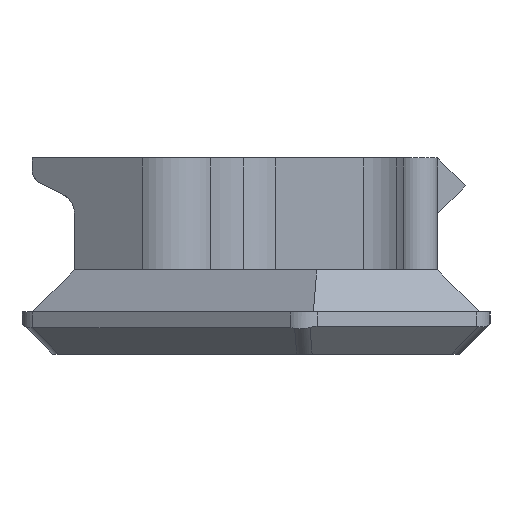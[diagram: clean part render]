
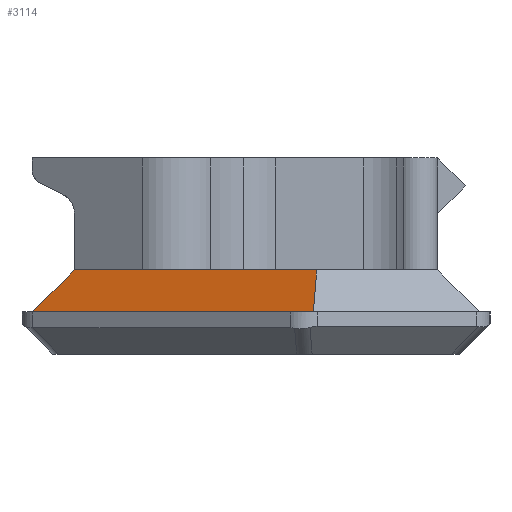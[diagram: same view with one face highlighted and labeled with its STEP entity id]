
A CAD part, left-side view. The second image highlights one B-rep face of the part: STEP entity #3114.
In plain terms, the highlighted planar face has unit normal (-0.577, 0.408, 0.707).
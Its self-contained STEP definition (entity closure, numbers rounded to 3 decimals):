
#430=FACE_OUTER_BOUND('',#609,.T.);
#609=EDGE_LOOP('',(#2702,#2703,#2704,#2705));
#730=LINE('',#5587,#994);
#809=LINE('',#8507,#1073);
#841=LINE('',#8619,#1105);
#871=LINE('',#8688,#1135);
#994=VECTOR('',#3600,10.);
#1073=VECTOR('',#3921,10.);
#1105=VECTOR('',#4035,10.);
#1135=VECTOR('',#4095,10.);
#1278=VERTEX_POINT('',#5584);
#1279=VERTEX_POINT('',#5586);
#1410=VERTEX_POINT('',#8504);
#1411=VERTEX_POINT('',#8506);
#1606=EDGE_CURVE('',#1279,#1278,#730,.T.);
#1810=EDGE_CURVE('',#1411,#1410,#809,.T.);
#1869=EDGE_CURVE('',#1279,#1410,#841,.F.);
#1903=EDGE_CURVE('',#1278,#1411,#871,.T.);
#2702=ORIENTED_EDGE('',*,*,#1810,.T.);
#2703=ORIENTED_EDGE('',*,*,#1869,.F.);
#2704=ORIENTED_EDGE('',*,*,#1606,.T.);
#2705=ORIENTED_EDGE('',*,*,#1903,.T.);
#2966=PLANE('',#3392);
#3114=ADVANCED_FACE('',(#430),#2966,.T.);
#3392=AXIS2_PLACEMENT_3D('',#8687,#4093,#4094);
#3600=DIRECTION('',(-0.577,-0.816,0.));
#3921=DIRECTION('',(0.577,0.816,0.));
#4035=DIRECTION('',(-0.344,0.664,-0.664));
#4093=DIRECTION('center_axis',(-0.577,0.408,0.707));
#4094=DIRECTION('ref_axis',(-0.577,-0.816,0.));
#4095=DIRECTION('',(0.759,-0.052,0.65));
#5584=CARTESIAN_POINT('',(26.252,-144.972,1.206));
#5586=CARTESIAN_POINT('',(31.928,-136.945,1.206));
#5587=CARTESIAN_POINT('',(29.748,-140.029,1.206));
#8504=CARTESIAN_POINT('',(32.55,-138.145,2.406));
#8506=CARTESIAN_POINT('',(27.653,-145.069,2.406));
#8507=CARTESIAN_POINT('',(22.821,-151.902,2.406));
#8619=CARTESIAN_POINT('',(32.599,-138.24,2.502));
#8687=CARTESIAN_POINT('Origin',(26.644,-144.969,1.524));
#8688=CARTESIAN_POINT('',(27.441,-145.054,2.224));
